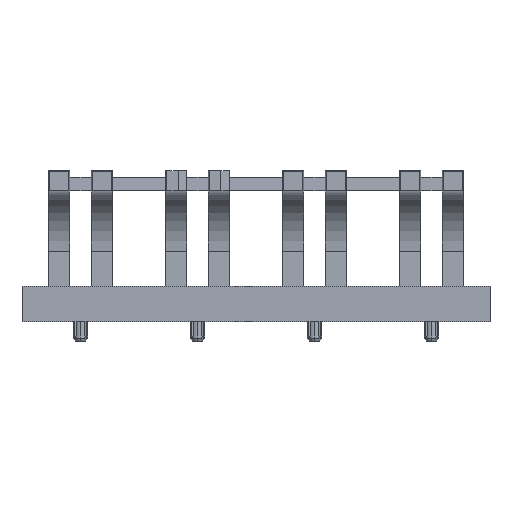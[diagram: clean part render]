
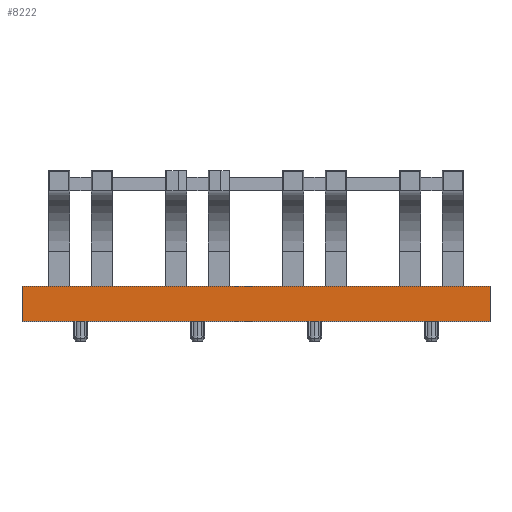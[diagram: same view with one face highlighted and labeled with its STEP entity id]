
A CAD part, top view. The second image highlights one B-rep face of the part: STEP entity #8222.
In plain terms, the highlighted planar face has unit normal (0, 0, 1).
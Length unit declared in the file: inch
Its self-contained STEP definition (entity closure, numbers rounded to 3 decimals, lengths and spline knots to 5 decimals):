
#38 = EDGE_CURVE ( 'NONE', #5672, #5798, #6233, .T. ) ;
#49 = EDGE_LOOP ( 'NONE', ( #7955, #2274, #7736, #3275 ) ) ;
#55 = CARTESIAN_POINT ( 'NONE',  ( 0.275, 0., 0.207 ) ) ;
#243 = EDGE_CURVE ( 'NONE', #5672, #7449, #3519, .T. ) ;
#304 = CARTESIAN_POINT ( 'NONE',  ( 0.275, -0.165, 0.207 ) ) ;
#332 = DIRECTION ( 'NONE',  ( -1., 0., 0. ) ) ;
#540 = EDGE_CURVE ( 'NONE', #5798, #1252, #6033, .T. ) ;
#1252 = VERTEX_POINT ( 'NONE', #6376 ) ;
#1746 = CARTESIAN_POINT ( 'NONE',  ( 1.925, 0., 0.207 ) ) ;
#2274 = ORIENTED_EDGE ( 'NONE', *, *, #4007, .F. ) ;
#2407 = CARTESIAN_POINT ( 'NONE',  ( 0.275, -0.165, 0.207 ) ) ;
#3199 = AXIS2_PLACEMENT_3D ( 'NONE', #304, #4120, #332 ) ;
#3266 = LINE ( 'NONE', #2407, #8144 ) ;
#3275 = ORIENTED_EDGE ( 'NONE', *, *, #38, .T. ) ;
#3320 = VECTOR ( 'NONE', #6618, 39.37008 ) ;
#3519 = LINE ( 'NONE', #7864, #3320 ) ;
#4007 = EDGE_CURVE ( 'NONE', #7449, #1252, #3266, .T. ) ;
#4120 = DIRECTION ( 'NONE',  ( 0., 0., -1. ) ) ;
#4320 = VECTOR ( 'NONE', #8073, 39.37008 ) ;
#4496 = DIRECTION ( 'NONE',  ( -1., 0., 0. ) ) ;
#4737 = VECTOR ( 'NONE', #4496, 39.37008 ) ;
#5338 = FACE_OUTER_BOUND ( 'NONE', #49, .T. ) ;
#5672 = VERTEX_POINT ( 'NONE', #1746 ) ;
#5798 = VERTEX_POINT ( 'NONE', #7592 ) ;
#6033 = LINE ( 'NONE', #6164, #4320 ) ;
#6164 = CARTESIAN_POINT ( 'NONE',  ( -0.275, -0.165, 0.207 ) ) ;
#6233 = LINE ( 'NONE', #55, #4737 ) ;
#6376 = CARTESIAN_POINT ( 'NONE',  ( -0.275, -0.165, 0.207 ) ) ;
#6618 = DIRECTION ( 'NONE',  ( 0., -1., 0. ) ) ;
#7447 = CARTESIAN_POINT ( 'NONE',  ( 1.925, -0.165, 0.207 ) ) ;
#7449 = VERTEX_POINT ( 'NONE', #7447 ) ;
#7592 = CARTESIAN_POINT ( 'NONE',  ( -0.275, 0., 0.207 ) ) ;
#7736 = ORIENTED_EDGE ( 'NONE', *, *, #243, .F. ) ;
#7864 = CARTESIAN_POINT ( 'NONE',  ( 1.925, -0.165, 0.207 ) ) ;
#7937 = PLANE ( 'NONE',  #3199 ) ;
#7955 = ORIENTED_EDGE ( 'NONE', *, *, #540, .T. ) ;
#8073 = DIRECTION ( 'NONE',  ( 0., -1., 0. ) ) ;
#8129 = DIRECTION ( 'NONE',  ( -1., 0., 0. ) ) ;
#8144 = VECTOR ( 'NONE', #8129, 39.37008 ) ;
#8222 = ADVANCED_FACE ( 'NONE', ( #5338 ), #7937, .F. ) ;
